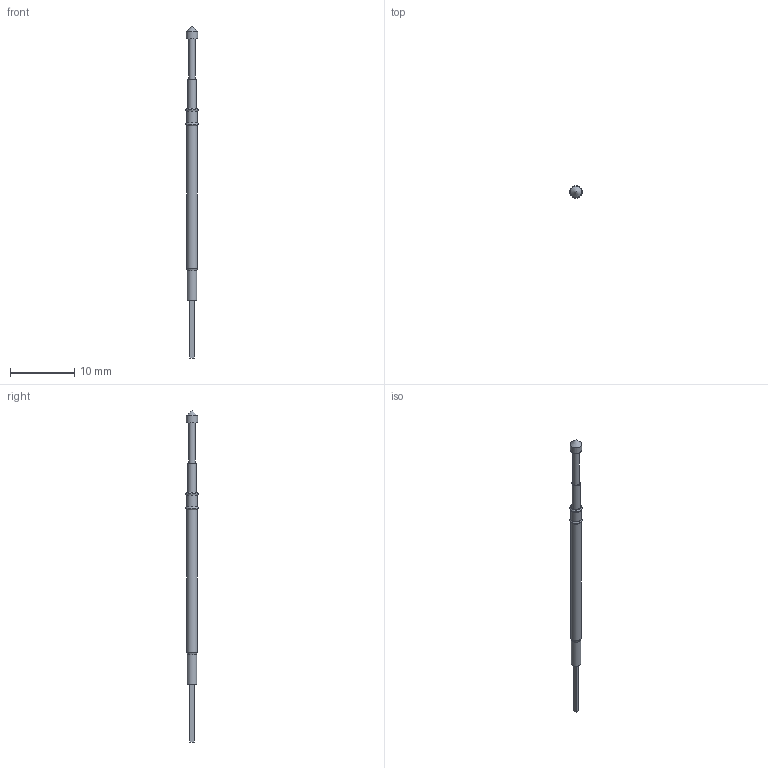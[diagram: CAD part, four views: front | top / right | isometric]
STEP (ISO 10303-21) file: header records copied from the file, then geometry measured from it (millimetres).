
FILE_DESCRIPTION(('FreeCAD Model'),'2;1');
FILE_NAME('R100-1W-P100-E3','2021-04-17T23:12:56',('FreeCAD'),( 'FreeCAD'),'R100-1W-P100-E3','FreeCAD','Unknown');
FILE_SCHEMA(('AUTOMOTIVE_DESIGN_CC2 { 1 2 10303 214 -1 1 5 4 }'));
Length unit declared in the file: millimetre
Products named in the file (4): R100-1W-P100-E3
Assembly tree (3 placements, depth 2):
  R100-1W-P100-E3
    R100-1W-P100-E3
    R100-1W-P100-E3
    R100-1W-P100-E3
Bounding box: 1.93 x 1.93 x 51.85 mm (x, y, z)
Volume: 69 mm3; surface area: 553.5 mm2
Topology: 3 solids, 3 shells, 32 faces, 55 edges, 33 vertices
Faces by surface type: plane 14, cylinder 10, torus 4, cone 4
Full cylindrical faces by diameter (mm): 1 x1, 1.02 x1, 1.36 x2, 1.38 x1, 1.47 x1, 1.68 x3, 1.8 x1
Entity records: 1512 total; most frequent: DIRECTION 258, CARTESIAN_POINT 235, LINE 117, VECTOR 117, ORIENTED_EDGE 108, PCURVE 108, DEFINITIONAL_REPRESENTATION 108, AXIS2_PLACEMENT_3D 64
